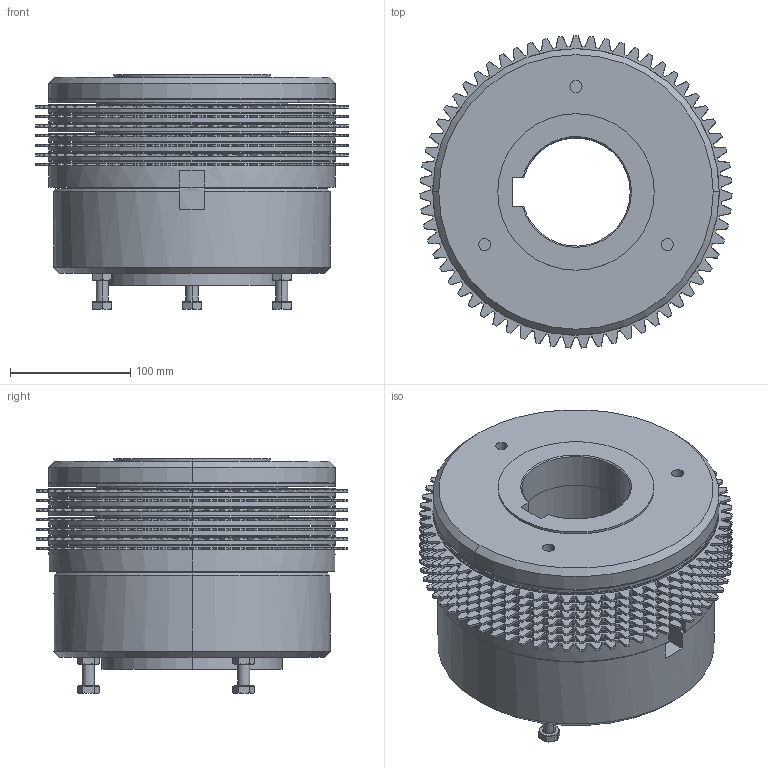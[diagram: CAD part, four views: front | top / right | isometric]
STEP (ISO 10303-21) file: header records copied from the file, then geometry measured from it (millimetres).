
FILE_DESCRIPTION (( 'STEP AP203' ), '1' );
FILE_NAME ('HO1007.STEP', '2017-10-27T04:51:26', ( '新井重治' ), ( '小倉クラッチ' ), 'SwSTEP 2.0', 'SolidWorks 2009', '' );
FILE_SCHEMA (( 'CONFIG_CONTROL_DESIGN' ));
Products named in the file (1): HO1007
Bounding box: 259.18 x 259.11 x 195 mm (x, y, z)
Volume: 5368157 mm3; surface area: 904141.6 mm2
Topology: 1 solids, 6 shells, 3329 faces, 9560 edges, 6334 vertices
Faces by surface type: cylinder 1725, bspline 882, plane 638, cone 78, torus 6
Entity records: 212560 total; most frequent: CARTESIAN_POINT 128117, ORIENTED_EDGE 19088, DIRECTION 16144, EDGE_CURVE 9544, VERTEX_POINT 6334, AXIS2_PLACEMENT_3D 6008, VECTOR 4128, LINE 4128
